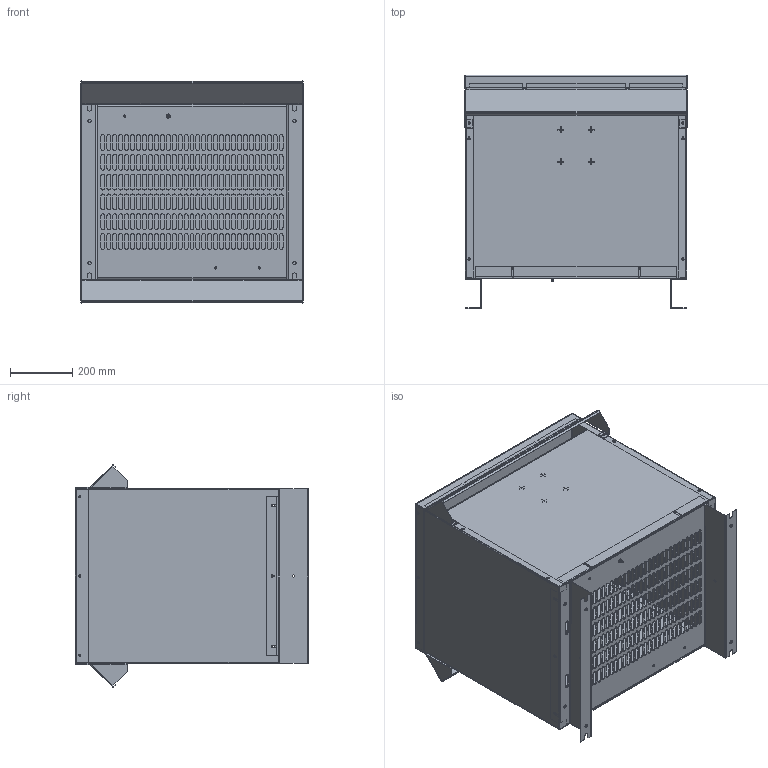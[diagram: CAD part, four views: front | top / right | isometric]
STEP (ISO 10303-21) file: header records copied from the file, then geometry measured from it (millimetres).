
FILE_DESCRIPTION (( 'STEP AP214' ), '1' );
FILE_NAME ('T3075K0013B.STEP', '2017-03-01T16:37:21', ( '' ), ( '' ), 'SwSTEP 2.0', 'SolidWorks 2017', '' );
FILE_SCHEMA (( 'AUTOMOTIVE_DESIGN' ));
Length unit declared in the file: inch
Products named in the file (8): T3075K0013B; 154-001_.25-14 Type B Steel Zinc Plated Thread Forming HH Screw; 150-013 Prototype Slots_150-003; 150-017; 150-014_150-004; 150-012_150-002; 150-011; 150-015_150-005
Assembly tree (11 placements, depth 2):
  T3075K0013B
    150-015_150-005
    150-011
    150-012_150-002  x2
    150-014_150-004  x2
    150-017  x2
    150-013 Prototype Slots_150-003  x2
    154-001_.25-14 Type B Steel Zinc Plated Thread Forming HH Screw
Bounding box: 715.01 x 749.8 x 712.74 mm (x, y, z)
Volume: 4833753.7 mm3; surface area: 5906013.5 mm2
Topology: 11 solids, 11 shells, 2142 faces, 6032 edges, 3930 vertices
Faces by surface type: plane 1077, cylinder 1028, bspline 26, cone 11
Entity records: 56967 total; most frequent: CARTESIAN_POINT 11422, DIRECTION 9485, ORIENTED_EDGE 9394, EDGE_CURVE 4697, AXIS2_PLACEMENT_3D 3274, VERTEX_POINT 3074, VECTOR 2937, LINE 2937
